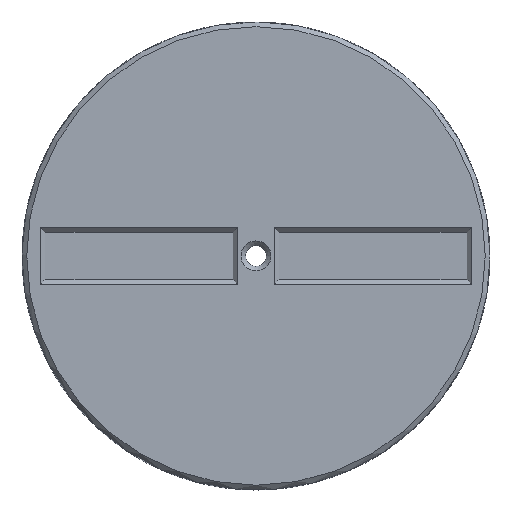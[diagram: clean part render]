
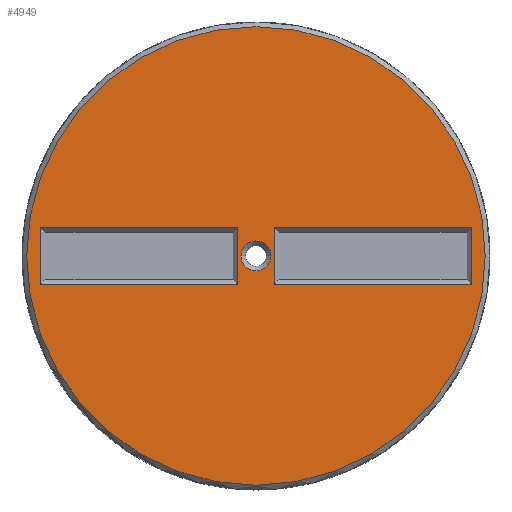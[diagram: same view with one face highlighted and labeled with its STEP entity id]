
A CAD part, top view. The second image highlights one B-rep face of the part: STEP entity #4949.
In plain terms, the highlighted planar face has unit normal (0, 0, 1).
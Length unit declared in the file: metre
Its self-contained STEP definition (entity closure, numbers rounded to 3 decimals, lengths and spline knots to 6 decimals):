
#19=CIRCLE('',#5231,0.0016);
#20=CIRCLE('',#5232,0.0245);
#268=ORIENTED_EDGE('',*,*,#1806,.T.);
#269=ORIENTED_EDGE('',*,*,#1807,.T.);
#270=ORIENTED_EDGE('',*,*,#1808,.T.);
#271=ORIENTED_EDGE('',*,*,#1809,.T.);
#272=ORIENTED_EDGE('',*,*,#1810,.T.);
#273=ORIENTED_EDGE('',*,*,#1811,.T.);
#274=ORIENTED_EDGE('',*,*,#1812,.T.);
#275=ORIENTED_EDGE('',*,*,#1813,.T.);
#276=ORIENTED_EDGE('',*,*,#1814,.T.);
#277=ORIENTED_EDGE('',*,*,#1815,.T.);
#1806=EDGE_CURVE('',#2575,#2576,#3088,.T.);
#1807=EDGE_CURVE('',#2576,#2577,#3089,.T.);
#1808=EDGE_CURVE('',#2577,#2578,#3090,.T.);
#1809=EDGE_CURVE('',#2578,#2575,#3091,.T.);
#1810=EDGE_CURVE('',#2579,#2580,#3092,.T.);
#1811=EDGE_CURVE('',#2580,#2581,#3093,.T.);
#1812=EDGE_CURVE('',#2581,#2582,#3094,.T.);
#1813=EDGE_CURVE('',#2582,#2579,#3095,.T.);
#1814=EDGE_CURVE('',#2583,#2583,#19,.F.);
#1815=EDGE_CURVE('',#2584,#2584,#20,.T.);
#2575=VERTEX_POINT('',#7306);
#2576=VERTEX_POINT('',#7307);
#2577=VERTEX_POINT('',#7309);
#2578=VERTEX_POINT('',#7311);
#2579=VERTEX_POINT('',#7314);
#2580=VERTEX_POINT('',#7315);
#2581=VERTEX_POINT('',#7317);
#2582=VERTEX_POINT('',#7319);
#2583=VERTEX_POINT('',#7322);
#2584=VERTEX_POINT('',#7324);
#3088=LINE('',#7305,#3608);
#3089=LINE('',#7308,#3609);
#3090=LINE('',#7310,#3610);
#3091=LINE('',#7312,#3611);
#3092=LINE('',#7313,#3612);
#3093=LINE('',#7316,#3613);
#3094=LINE('',#7318,#3614);
#3095=LINE('',#7320,#3615);
#3608=VECTOR('',#5751,1.);
#3609=VECTOR('',#5752,1.);
#3610=VECTOR('',#5753,1.);
#3611=VECTOR('',#5754,1.);
#3612=VECTOR('',#5755,1.);
#3613=VECTOR('',#5756,1.);
#3614=VECTOR('',#5757,1.);
#3615=VECTOR('',#5758,1.);
#4128=EDGE_LOOP('',(#268,#269,#270,#271));
#4129=EDGE_LOOP('',(#272,#273,#274,#275));
#4130=EDGE_LOOP('',(#276));
#4131=EDGE_LOOP('',(#277));
#4408=FACE_BOUND('',#4128,.T.);
#4409=FACE_BOUND('',#4129,.T.);
#4410=FACE_BOUND('',#4130,.T.);
#4411=FACE_BOUND('',#4131,.T.);
#4688=PLANE('',#5230);
#4949=ADVANCED_FACE('',(#4408,#4409,#4410,#4411),#4688,.T.);
#5230=AXIS2_PLACEMENT_3D('',#7304,#5749,#5750);
#5231=AXIS2_PLACEMENT_3D('',#7321,#5759,#5760);
#5232=AXIS2_PLACEMENT_3D('',#7323,#5761,#5762);
#5749=DIRECTION('',(0.,0.,1.));
#5750=DIRECTION('',(1.,0.,0.));
#5751=DIRECTION('',(0.,-1.,0.));
#5752=DIRECTION('',(-1.,0.,0.));
#5753=DIRECTION('',(0.,1.,0.));
#5754=DIRECTION('',(1.,0.,0.));
#5755=DIRECTION('',(1.,0.,0.));
#5756=DIRECTION('',(0.,-1.,0.));
#5757=DIRECTION('',(-1.,0.,0.));
#5758=DIRECTION('',(0.,1.,0.));
#5759=DIRECTION('',(0.,0.,1.));
#5760=DIRECTION('',(1.,0.,0.));
#5761=DIRECTION('',(0.,0.,1.));
#5762=DIRECTION('',(1.,0.,0.));
#7304=CARTESIAN_POINT('',(0.,0.,0.006));
#7305=CARTESIAN_POINT('',(0.02305,-0.00255,0.006));
#7306=CARTESIAN_POINT('',(0.02305,0.00305,0.006));
#7307=CARTESIAN_POINT('',(0.02305,-0.00305,0.006));
#7308=CARTESIAN_POINT('',(0.,-0.00305,0.006));
#7309=CARTESIAN_POINT('',(0.00195,-0.00305,0.006));
#7310=CARTESIAN_POINT('',(0.00195,0.,0.006));
#7311=CARTESIAN_POINT('',(0.00195,0.00305,0.006));
#7312=CARTESIAN_POINT('',(0.02255,0.00305,0.006));
#7313=CARTESIAN_POINT('',(0.,0.00305,0.006));
#7314=CARTESIAN_POINT('',(-0.02305,0.00305,0.006));
#7315=CARTESIAN_POINT('',(-0.00195,0.00305,0.006));
#7316=CARTESIAN_POINT('',(-0.00195,-0.00255,0.006));
#7317=CARTESIAN_POINT('',(-0.00195,-0.00305,0.006));
#7318=CARTESIAN_POINT('',(-0.02255,-0.00305,0.006));
#7319=CARTESIAN_POINT('',(-0.02305,-0.00305,0.006));
#7320=CARTESIAN_POINT('',(-0.02305,0.,0.006));
#7321=CARTESIAN_POINT('',(0.,0.,0.006));
#7322=CARTESIAN_POINT('',(0.0016,0.,0.006));
#7323=CARTESIAN_POINT('',(0.,0.,0.006));
#7324=CARTESIAN_POINT('',(0.0245,0.,0.006));
